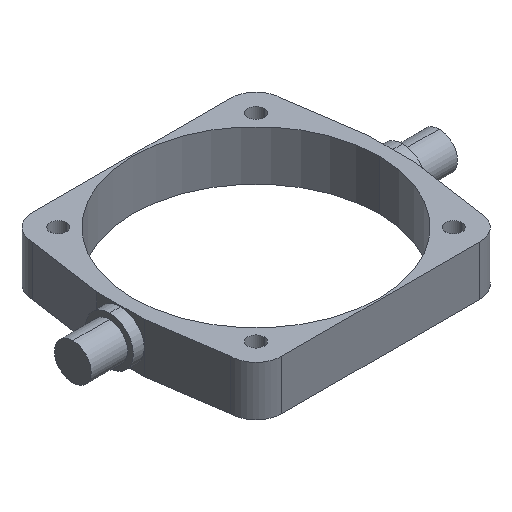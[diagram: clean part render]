
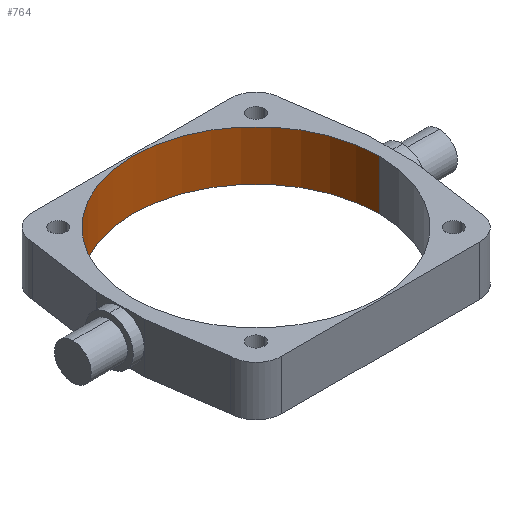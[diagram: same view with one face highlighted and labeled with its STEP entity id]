
A CAD part, isometric view. The second image highlights one B-rep face of the part: STEP entity #764.
In plain terms, the highlighted cylindrical face has radius 168.1 mm (diameter 336.2 mm), a partial arc.
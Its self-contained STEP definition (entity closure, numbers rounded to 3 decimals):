
#31 = DIRECTION ( 'NONE',  ( 1., 0., 0. ) ) ;
#100 = ORIENTED_EDGE ( 'NONE', *, *, #279, .T. ) ;
#147 = VERTEX_POINT ( 'NONE', #1267 ) ;
#193 = AXIS2_PLACEMENT_3D ( 'NONE', #872, #989, #31 ) ;
#207 = CARTESIAN_POINT ( 'NONE',  ( 0., 0., 68. ) ) ;
#214 = FACE_OUTER_BOUND ( 'NONE', #237, .T. ) ;
#222 = DIRECTION ( 'NONE',  ( 0., 0., -1. ) ) ;
#237 = EDGE_LOOP ( 'NONE', ( #680, #585, #100, #873 ) ) ;
#264 = VECTOR ( 'NONE', #979, 1000. ) ;
#267 = CYLINDRICAL_SURFACE ( 'NONE', #959, 168.1 ) ;
#279 = EDGE_CURVE ( 'NONE', #147, #297, #1254, .T. ) ;
#297 = VERTEX_POINT ( 'NONE', #882 ) ;
#367 = DIRECTION ( 'NONE',  ( 1., 0., 0. ) ) ;
#457 = DIRECTION ( 'NONE',  ( 0., 0., 1. ) ) ;
#585 = ORIENTED_EDGE ( 'NONE', *, *, #1142, .T. ) ;
#604 = CARTESIAN_POINT ( 'NONE',  ( 168.1, 0., 68. ) ) ;
#614 = CIRCLE ( 'NONE', #193, 168.1 ) ;
#667 = EDGE_CURVE ( 'NONE', #1048, #297, #614, .T. ) ;
#671 = DIRECTION ( 'NONE',  ( 0., 0., -1. ) ) ;
#680 = ORIENTED_EDGE ( 'NONE', *, *, #1236, .F. ) ;
#764 = ADVANCED_FACE ( 'NONE', ( #214 ), #267, .F. ) ;
#827 = CARTESIAN_POINT ( 'NONE',  ( 168.1, 0., 0. ) ) ;
#865 = CARTESIAN_POINT ( 'NONE',  ( 168.1, 0., 68. ) ) ;
#872 = CARTESIAN_POINT ( 'NONE',  ( 0., 0., 0. ) ) ;
#873 = ORIENTED_EDGE ( 'NONE', *, *, #667, .F. ) ;
#880 = DIRECTION ( 'NONE',  ( -1., 0., 0. ) ) ;
#882 = CARTESIAN_POINT ( 'NONE',  ( -168.1, 0., 0. ) ) ;
#917 = AXIS2_PLACEMENT_3D ( 'NONE', #207, #457, #367 ) ;
#959 = AXIS2_PLACEMENT_3D ( 'NONE', #1088, #671, #880 ) ;
#979 = DIRECTION ( 'NONE',  ( 0., 0., -1. ) ) ;
#989 = DIRECTION ( 'NONE',  ( 0., 0., 1. ) ) ;
#1048 = VERTEX_POINT ( 'NONE', #827 ) ;
#1049 = VERTEX_POINT ( 'NONE', #604 ) ;
#1074 = CARTESIAN_POINT ( 'NONE',  ( -168.1, 0., 68. ) ) ;
#1088 = CARTESIAN_POINT ( 'NONE',  ( 0., 0., 68. ) ) ;
#1142 = EDGE_CURVE ( 'NONE', #1049, #147, #1280, .T. ) ;
#1185 = VECTOR ( 'NONE', #222, 1000. ) ;
#1236 = EDGE_CURVE ( 'NONE', #1049, #1048, #1249, .T. ) ;
#1249 = LINE ( 'NONE', #865, #1185 ) ;
#1254 = LINE ( 'NONE', #1074, #264 ) ;
#1267 = CARTESIAN_POINT ( 'NONE',  ( -168.1, 0., 68. ) ) ;
#1280 = CIRCLE ( 'NONE', #917, 168.1 ) ;
